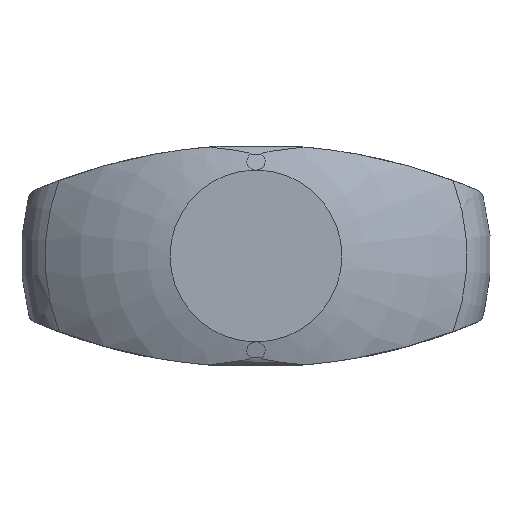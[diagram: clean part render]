
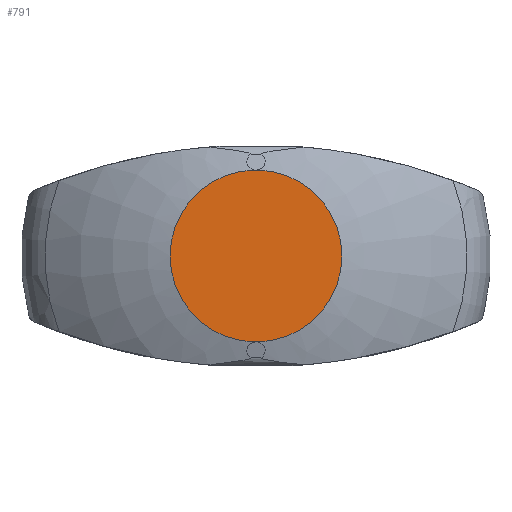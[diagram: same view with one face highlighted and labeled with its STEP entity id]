
A CAD part, top view. The second image highlights one B-rep face of the part: STEP entity #791.
In plain terms, the highlighted planar face has unit normal (0, 0, 1).
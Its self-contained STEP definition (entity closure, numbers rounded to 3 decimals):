
#529=VERTEX_POINT('',#1548);
#721=EDGE_CURVE('',#887,#529,#1758,.T.);
#791=ADVANCED_FACE('',(#1836),#1837,.F.);
#821=VERTEX_POINT('',#1871);
#887=VERTEX_POINT('',#1939);
#1019=EDGE_CURVE('',#1101,#529,#2081,.T.);
#1101=VERTEX_POINT('',#2172);
#1121=EDGE_CURVE('',#1101,#821,#2194,.T.);
#1513=EDGE_CURVE('',#821,#887,#2623,.T.);
#1548=CARTESIAN_POINT('',(0.043,-7.5,34.8));
#1758=CIRCLE('',#3268,7.5);
#1836=FACE_OUTER_BOUND('',#3548,.T.);
#1837=PLANE('',#3549);
#1871=CARTESIAN_POINT('',(-0.043,7.5,34.8));
#1939=CARTESIAN_POINT('',(0.043,7.5,34.8));
#2081=LINE('',#4671,#4672);
#2172=CARTESIAN_POINT('',(-0.043,-7.5,34.8));
#2194=CIRCLE('',#4999,7.5);
#2623=LINE('',#6292,#6293);
#3268=AXIS2_PLACEMENT_3D('',#6577,#6578,#6579);
#3548=EDGE_LOOP('',(#6664,#6665,#6666,#6667));
#3549=AXIS2_PLACEMENT_3D('',#6668,#6669,#6670);
#4671=CARTESIAN_POINT('',(-30.0,-7.5,34.8));
#4672=VECTOR('',#6885,1.0);
#4999=AXIS2_PLACEMENT_3D('',#7021,#7022,#7023);
#6292=CARTESIAN_POINT('',(-30.0,7.5,34.8));
#6293=VECTOR('',#7508,1.0);
#6577=CARTESIAN_POINT('',(0.,0.,34.8));
#6578=DIRECTION('',(0.,0.,-1.0));
#6579=DIRECTION('',(-1.0,0.,0.));
#6664=ORIENTED_EDGE('',*,*,#721,.F.);
#6665=ORIENTED_EDGE('',*,*,#1513,.F.);
#6666=ORIENTED_EDGE('',*,*,#1121,.F.);
#6667=ORIENTED_EDGE('',*,*,#1019,.T.);
#6668=CARTESIAN_POINT('',(-30.0,7.5,34.8));
#6669=DIRECTION('',(0.,0.,-1.0));
#6670=DIRECTION('',(0.,1.0,0.0));
#6885=DIRECTION('',(1.0,0.,0.));
#7021=CARTESIAN_POINT('',(0.,0.,34.8));
#7022=DIRECTION('',(0.,0.,-1.0));
#7023=DIRECTION('',(-1.0,0.,0.));
#7508=DIRECTION('',(1.0,0.,0.));
